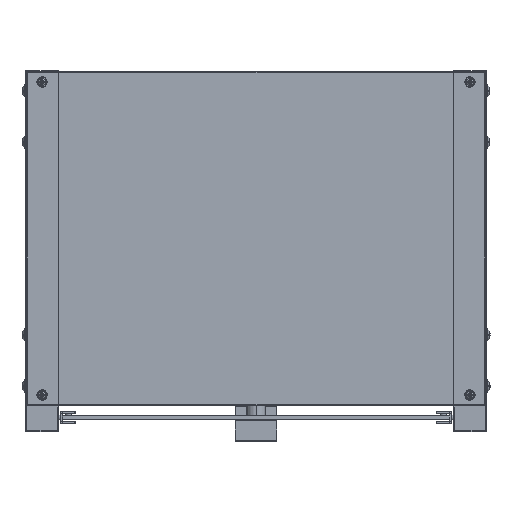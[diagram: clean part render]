
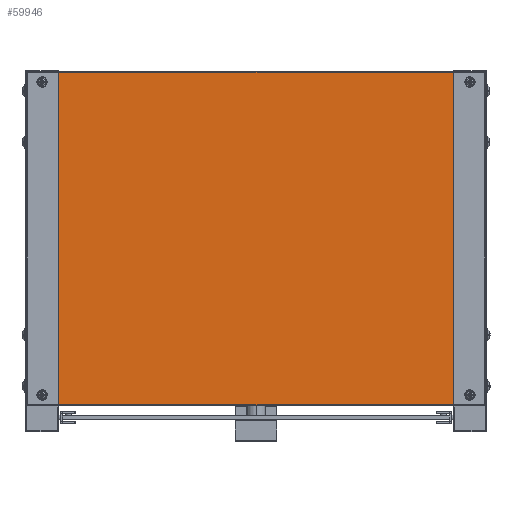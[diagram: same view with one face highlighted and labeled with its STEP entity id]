
A CAD part, left-side view. The second image highlights one B-rep face of the part: STEP entity #59946.
In plain terms, the highlighted face is planar.
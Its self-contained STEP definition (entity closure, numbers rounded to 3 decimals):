
#1693 = CARTESIAN_POINT ( 'NONE',  ( -151.75, 0., -207.5 ) ) ;
#1980 = EDGE_CURVE ( 'NONE', #44394, #34401, #30207, .T. ) ;
#2137 = EDGE_CURVE ( 'NONE', #55627, #34764, #16321, .T. ) ;
#2340 = CARTESIAN_POINT ( 'NONE',  ( 151.75, 0., 205.8 ) ) ;
#2794 = LINE ( 'NONE', #52135, #22561 ) ;
#2803 = FACE_BOUND ( 'NONE', #26899, .T. ) ;
#3538 = AXIS2_PLACEMENT_3D ( 'NONE', #21651, #21447, #30634 ) ;
#4466 = CARTESIAN_POINT ( 'NONE',  ( -151.75, 0., -205.8 ) ) ;
#4640 = DIRECTION ( 'NONE',  ( 0., 0., -1. ) ) ;
#5295 = CARTESIAN_POINT ( 'NONE',  ( 151.75, 0., -207.5 ) ) ;
#5740 = FACE_BOUND ( 'NONE', #53720, .T. ) ;
#7233 = CIRCLE ( 'NONE', #3538, 1.7 ) ;
#7538 = LINE ( 'NONE', #20391, #57096 ) ;
#7907 = CARTESIAN_POINT ( 'NONE',  ( -161.75, 0., 222.5 ) ) ;
#8243 = VERTEX_POINT ( 'NONE', #2340 ) ;
#8437 = CARTESIAN_POINT ( 'NONE',  ( -151.75, 0., 207.5 ) ) ;
#8670 = CARTESIAN_POINT ( 'NONE',  ( -161.75, 0., -222.5 ) ) ;
#9162 = EDGE_LOOP ( 'NONE', ( #52302, #10968 ) ) ;
#9410 = DIRECTION ( 'NONE',  ( 0., 0., -1. ) ) ;
#9443 = VECTOR ( 'NONE', #31016, 1000. ) ;
#9967 = DIRECTION ( 'NONE',  ( 0., -1., 0. ) ) ;
#10878 = CIRCLE ( 'NONE', #56343, 1.7 ) ;
#10968 = ORIENTED_EDGE ( 'NONE', *, *, #43274, .F. ) ;
#12321 = CARTESIAN_POINT ( 'NONE',  ( -151.75, 0., 205.8 ) ) ;
#12349 = EDGE_CURVE ( 'NONE', #46471, #21250, #49650, .T. ) ;
#13571 = CIRCLE ( 'NONE', #30823, 1.7 ) ;
#14303 = VERTEX_POINT ( 'NONE', #4466 ) ;
#14565 = DIRECTION ( 'NONE',  ( 0., 0., -1. ) ) ;
#15431 = CARTESIAN_POINT ( 'NONE',  ( 161.75, 0., 222.5 ) ) ;
#15552 = DIRECTION ( 'NONE',  ( 0., 0., 1. ) ) ;
#16321 = CIRCLE ( 'NONE', #20791, 1.7 ) ;
#16323 = VERTEX_POINT ( 'NONE', #8670 ) ;
#17821 = DIRECTION ( 'NONE',  ( 0., -1., 0. ) ) ;
#20049 = CARTESIAN_POINT ( 'NONE',  ( 161.75, 0., -222.5 ) ) ;
#20391 = CARTESIAN_POINT ( 'NONE',  ( 161.75, 0., -222.5 ) ) ;
#20677 = CIRCLE ( 'NONE', #30895, 1.7 ) ;
#20791 = AXIS2_PLACEMENT_3D ( 'NONE', #22112, #54647, #22923 ) ;
#21250 = VERTEX_POINT ( 'NONE', #29410 ) ;
#21447 = DIRECTION ( 'NONE',  ( 0., -1., 0. ) ) ;
#21651 = CARTESIAN_POINT ( 'NONE',  ( 151.75, 0., -207.5 ) ) ;
#22112 = CARTESIAN_POINT ( 'NONE',  ( -151.75, 0., 207.5 ) ) ;
#22561 = VECTOR ( 'NONE', #28755, 1000. ) ;
#22923 = DIRECTION ( 'NONE',  ( 0., 0., -1. ) ) ;
#23670 = CARTESIAN_POINT ( 'NONE',  ( 0., 0., 0. ) ) ;
#24088 = CIRCLE ( 'NONE', #38771, 1.7 ) ;
#26211 = ORIENTED_EDGE ( 'NONE', *, *, #1980, .F. ) ;
#26222 = EDGE_CURVE ( 'NONE', #8243, #34016, #33697, .T. ) ;
#26382 = ORIENTED_EDGE ( 'NONE', *, *, #31484, .F. ) ;
#26899 = EDGE_LOOP ( 'NONE', ( #46396, #28802 ) ) ;
#26961 = LINE ( 'NONE', #49316, #9443 ) ;
#27011 = VERTEX_POINT ( 'NONE', #7907 ) ;
#27680 = FACE_BOUND ( 'NONE', #52828, .T. ) ;
#28179 = EDGE_LOOP ( 'NONE', ( #42672, #32031, #26211, #34644 ) ) ;
#28370 = DIRECTION ( 'NONE',  ( 0., -1., 0. ) ) ;
#28755 = DIRECTION ( 'NONE',  ( 1., 0., 0. ) ) ;
#28802 = ORIENTED_EDGE ( 'NONE', *, *, #57892, .F. ) ;
#29410 = CARTESIAN_POINT ( 'NONE',  ( 151.75, 0., -205.8 ) ) ;
#30207 = LINE ( 'NONE', #20049, #47632 ) ;
#30634 = DIRECTION ( 'NONE',  ( 0., 0., -1. ) ) ;
#30823 = AXIS2_PLACEMENT_3D ( 'NONE', #8437, #17821, #59751 ) ;
#30895 = AXIS2_PLACEMENT_3D ( 'NONE', #1693, #38828, #38424 ) ;
#31016 = DIRECTION ( 'NONE',  ( 0., 0., 1. ) ) ;
#31484 = EDGE_CURVE ( 'NONE', #21250, #46471, #7233, .T. ) ;
#31918 = ORIENTED_EDGE ( 'NONE', *, *, #2137, .F. ) ;
#32031 = ORIENTED_EDGE ( 'NONE', *, *, #47649, .F. ) ;
#32344 = EDGE_CURVE ( 'NONE', #44195, #14303, #24088, .T. ) ;
#33403 = DIRECTION ( 'NONE',  ( 0., 0., 1. ) ) ;
#33697 = CIRCLE ( 'NONE', #40107, 1.7 ) ;
#33899 = DIRECTION ( 'NONE',  ( 0., -1., 0. ) ) ;
#34016 = VERTEX_POINT ( 'NONE', #49366 ) ;
#34401 = VERTEX_POINT ( 'NONE', #37950 ) ;
#34644 = ORIENTED_EDGE ( 'NONE', *, *, #42765, .F. ) ;
#34764 = VERTEX_POINT ( 'NONE', #46836 ) ;
#35981 = CARTESIAN_POINT ( 'NONE',  ( -151.75, 0., -209.2 ) ) ;
#37342 = EDGE_CURVE ( 'NONE', #34764, #55627, #13571, .T. ) ;
#37950 = CARTESIAN_POINT ( 'NONE',  ( 161.75, 0., -222.5 ) ) ;
#38072 = ORIENTED_EDGE ( 'NONE', *, *, #12349, .F. ) ;
#38167 = CARTESIAN_POINT ( 'NONE',  ( 151.75, 0., 207.5 ) ) ;
#38424 = DIRECTION ( 'NONE',  ( 0., 0., 1. ) ) ;
#38598 = FACE_OUTER_BOUND ( 'NONE', #28179, .T. ) ;
#38771 = AXIS2_PLACEMENT_3D ( 'NONE', #47694, #47299, #43057 ) ;
#38828 = DIRECTION ( 'NONE',  ( 0., -1., 0. ) ) ;
#40107 = AXIS2_PLACEMENT_3D ( 'NONE', #42779, #9967, #33403 ) ;
#42418 = EDGE_CURVE ( 'NONE', #16323, #27011, #26961, .T. ) ;
#42585 = PLANE ( 'NONE',  #55443 ) ;
#42672 = ORIENTED_EDGE ( 'NONE', *, *, #42418, .F. ) ;
#42765 = EDGE_CURVE ( 'NONE', #27011, #44394, #2794, .T. ) ;
#42779 = CARTESIAN_POINT ( 'NONE',  ( 151.75, 0., 207.5 ) ) ;
#43057 = DIRECTION ( 'NONE',  ( 0., 0., 1. ) ) ;
#43274 = EDGE_CURVE ( 'NONE', #34016, #8243, #10878, .T. ) ;
#44195 = VERTEX_POINT ( 'NONE', #35981 ) ;
#44394 = VERTEX_POINT ( 'NONE', #15431 ) ;
#44429 = FACE_BOUND ( 'NONE', #9162, .T. ) ;
#45090 = AXIS2_PLACEMENT_3D ( 'NONE', #5295, #51137, #9410 ) ;
#46396 = ORIENTED_EDGE ( 'NONE', *, *, #32344, .F. ) ;
#46471 = VERTEX_POINT ( 'NONE', #53277 ) ;
#46836 = CARTESIAN_POINT ( 'NONE',  ( -151.75, 0., 209.2 ) ) ;
#47299 = DIRECTION ( 'NONE',  ( 0., -1., 0. ) ) ;
#47632 = VECTOR ( 'NONE', #14565, 1000. ) ;
#47649 = EDGE_CURVE ( 'NONE', #34401, #16323, #7538, .T. ) ;
#47694 = CARTESIAN_POINT ( 'NONE',  ( -151.75, 0., -207.5 ) ) ;
#47850 = DIRECTION ( 'NONE',  ( -1., 0., 0. ) ) ;
#49316 = CARTESIAN_POINT ( 'NONE',  ( -161.75, 0., -222.5 ) ) ;
#49366 = CARTESIAN_POINT ( 'NONE',  ( 151.75, 0., 209.2 ) ) ;
#49650 = CIRCLE ( 'NONE', #45090, 1.7 ) ;
#51137 = DIRECTION ( 'NONE',  ( 0., -1., 0. ) ) ;
#52135 = CARTESIAN_POINT ( 'NONE',  ( 161.75, 0., 222.5 ) ) ;
#52302 = ORIENTED_EDGE ( 'NONE', *, *, #26222, .F. ) ;
#52721 = ORIENTED_EDGE ( 'NONE', *, *, #37342, .F. ) ;
#52828 = EDGE_LOOP ( 'NONE', ( #38072, #26382 ) ) ;
#53277 = CARTESIAN_POINT ( 'NONE',  ( 151.75, 0., -209.2 ) ) ;
#53720 = EDGE_LOOP ( 'NONE', ( #31918, #52721 ) ) ;
#54647 = DIRECTION ( 'NONE',  ( 0., -1., 0. ) ) ;
#55443 = AXIS2_PLACEMENT_3D ( 'NONE', #23670, #28370, #4640 ) ;
#55627 = VERTEX_POINT ( 'NONE', #12321 ) ;
#56343 = AXIS2_PLACEMENT_3D ( 'NONE', #38167, #33899, #15552 ) ;
#57096 = VECTOR ( 'NONE', #47850, 1000. ) ;
#57892 = EDGE_CURVE ( 'NONE', #14303, #44195, #20677, .T. ) ;
#59751 = DIRECTION ( 'NONE',  ( 0., 0., -1. ) ) ;
#59946 = ADVANCED_FACE ( 'NONE', ( #5740, #2803, #44429, #27680, #38598 ), #42585, .T. ) ;
